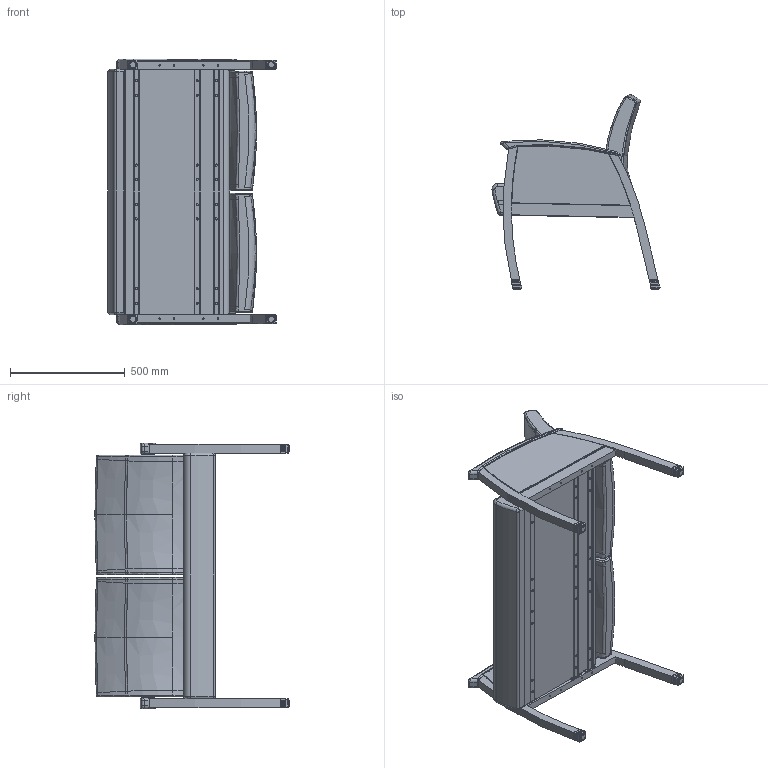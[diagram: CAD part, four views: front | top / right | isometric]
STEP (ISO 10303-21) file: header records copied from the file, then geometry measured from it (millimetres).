
FILE_DESCRIPTION(/* description */ (''),/* implementation_level */ '2;1');
FILE_NAME(/* name */ 'KOT20PU.stp',/* time_stamp */ '2016-10-24T16:27:21-04:00',/* author */ ('emerkel'),/* organization */ (''),/* preprocessor_version */ 'ST-DEVELOPER v16.5',/* originating_system */ 'Autodesk Inventor 2017',/* authorisation */ '');
FILE_SCHEMA (('AUTOMOTIVE_DESIGN { 1 0 10303 214 3 1 1 }'));
Products named in the file (16): KOT20PU & W; KOT ARML-1 BRZ; KOT ARMR-1 BRZ; KOT10 BACK NEW; STUBE1.5X42.25; TUBE1.5X42.25; STUBE PLT-1; KOT20-5-09; KOT20-5-09_1; ROLLOVER T-NUT .25 (FOR .75); KOT10-1 MAC BLK; KOT20 USEAT; UPANEL KOT10; LEG CAP KOL-1; LEG CAP KOL-1_1; GLD BLK 5-16
Assembly tree (35 placements, depth 3):
  KOT20PU & W
    KOT ARML-1 BRZ
    KOT ARMR-1 BRZ
    KOT10-1 MAC BLK  x2
    KOT10 BACK NEW  x2
    STUBE1.5X42.25  x3
      TUBE1.5X42.25
      STUBE PLT-1
    KOT20-5-09
      KOT20-5-09_1
      ROLLOVER T-NUT .25 (FOR .75)  x12
    KOT20 USEAT
    UPANEL KOT10  x2
    LEG CAP KOL-1  x4
      LEG CAP KOL-1_1
      GLD BLK 5-16
Bounding box: 733.3 x 846.76 x 1158.88 mm (x, y, z)
Volume: 124936667.3 mm3; surface area: 5657239 mm2
Topology: 43 solids, 51 shells, 3699 faces, 8219 edges, 4678 vertices
Faces by surface type: cylinder 1268, plane 964, bspline 799, torus 590, sphere 74, cone 4
Full cylindrical faces by diameter (mm): 6.35 x50, 6.528 x8, 7.137 x24, 7.671 x12, 7.925 x8, 7.938 x12, 9.525 x48, 9.906 x4, 11.989 x4, 31.75 x4
Entity records: 45332 total; most frequent: CARTESIAN_POINT 21884, ORIENTED_EDGE 4700, DIRECTION 4547, EDGE_CURVE 2352, AXIS2_PLACEMENT_3D 1861, VERTEX_POINT 1409, EDGE_LOOP 1317, FACE_OUTER_BOUND 1093
